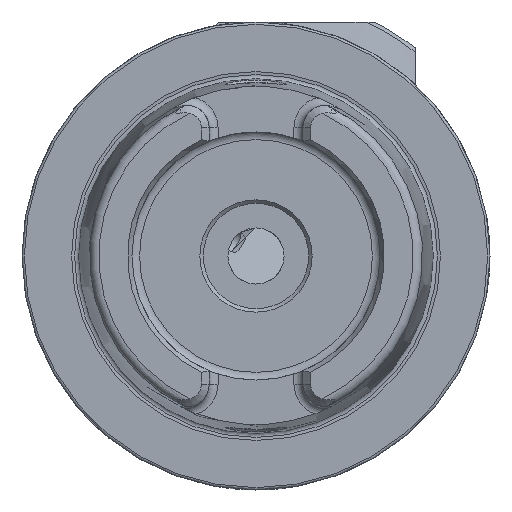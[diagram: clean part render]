
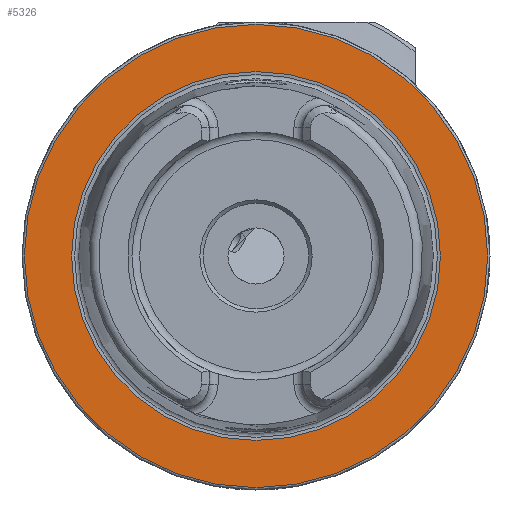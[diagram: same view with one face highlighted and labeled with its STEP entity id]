
A CAD part, left-side view. The second image highlights one B-rep face of the part: STEP entity #5326.
In plain terms, the highlighted planar face has unit normal (-1, 0, 0).
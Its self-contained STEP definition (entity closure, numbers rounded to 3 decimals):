
#466 = EDGE_CURVE ( 'NONE', #8052, #8052, #659, .T. ) ;
#659 = CIRCLE ( 'NONE', #10605, 39.405 ) ;
#980 = DIRECTION ( 'NONE',  ( 0., 0., -1. ) ) ;
#1439 = CARTESIAN_POINT ( 'NONE',  ( 0., 0., 49.5 ) ) ;
#1603 = ORIENTED_EDGE ( 'NONE', *, *, #7926, .T. ) ;
#1919 = VERTEX_POINT ( 'NONE', #1439 ) ;
#2508 = AXIS2_PLACEMENT_3D ( 'NONE', #8513, #3318, #9402 ) ;
#2841 = DIRECTION ( 'NONE',  ( 0., 0., 1. ) ) ;
#3318 = DIRECTION ( 'NONE',  ( -1., 0., 0. ) ) ;
#3984 = FACE_BOUND ( 'NONE', #6840, .T. ) ;
#4120 = CIRCLE ( 'NONE', #2508, 49.5 ) ;
#5219 = FACE_OUTER_BOUND ( 'NONE', #6220, .T. ) ;
#5326 = ADVANCED_FACE ( 'NONE', ( #3984, #5219 ), #7053, .F. ) ;
#6137 = CARTESIAN_POINT ( 'NONE',  ( 0., 49.5, 0. ) ) ;
#6220 = EDGE_LOOP ( 'NONE', ( #1603 ) ) ;
#6536 = CARTESIAN_POINT ( 'NONE',  ( 0., 0., 39.405 ) ) ;
#6840 = EDGE_LOOP ( 'NONE', ( #9032 ) ) ;
#6993 = DIRECTION ( 'NONE',  ( 1., 0., 0. ) ) ;
#7053 = PLANE ( 'NONE',  #7091 ) ;
#7091 = AXIS2_PLACEMENT_3D ( 'NONE', #6137, #6993, #980 ) ;
#7163 = CARTESIAN_POINT ( 'NONE',  ( 0., 0., 0. ) ) ;
#7926 = EDGE_CURVE ( 'NONE', #1919, #1919, #4120, .T. ) ;
#8052 = VERTEX_POINT ( 'NONE', #6536 ) ;
#8513 = CARTESIAN_POINT ( 'NONE',  ( 0., 0., 0. ) ) ;
#9032 = ORIENTED_EDGE ( 'NONE', *, *, #466, .F. ) ;
#9402 = DIRECTION ( 'NONE',  ( 0., 0., 1. ) ) ;
#9791 = DIRECTION ( 'NONE',  ( -1., 0., 0. ) ) ;
#10605 = AXIS2_PLACEMENT_3D ( 'NONE', #7163, #9791, #2841 ) ;
